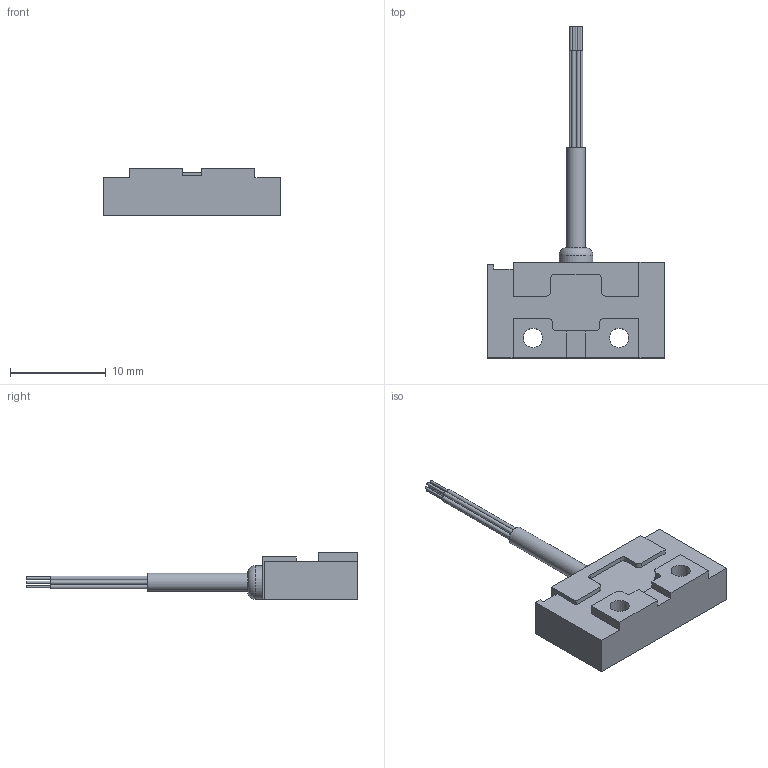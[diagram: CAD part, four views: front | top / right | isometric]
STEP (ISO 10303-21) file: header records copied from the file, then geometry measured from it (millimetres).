
FILE_DESCRIPTION(/* description */ (''),/* implementation_level */ '2;1');
FILE_NAME(/* name */ 'QLA417 Gen 1.stp',/* time_stamp */ '2020-10-23T14:18:32-07:00',/* author */ ('maciej'),/* organization */ (''),/* preprocessor_version */ 'ST-DEVELOPER v18.1',/* originating_system */ 'Autodesk Inventor 2020',/* authorisation */ '');
FILE_SCHEMA (('AUTOMOTIVE_DESIGN { 1 0 10303 214 3 1 1 }'));
Length unit declared in the file: inch
Products named in the file (1): FO1508_Shrinkwrap_1
Bounding box: 18.48 x 34.64 x 5 mm (x, y, z)
Volume: 787 mm3; surface area: 1189.2 mm2
Topology: 1 solids, 1 shells, 82 faces, 184 edges, 125 vertices
Faces by surface type: plane 50, cylinder 31, torus 1
Full cylindrical faces by diameter (mm): 0.254 x7, 0.432 x7, 1.549 x1, 1.702 x1, 1.753 x1, 1.905 x1, 2.007 x4, 3.5 x1
Entity records: 2548 total; most frequent: DIRECTION 422, CARTESIAN_POINT 392, ORIENTED_EDGE 368, EDGE_CURVE 184, AXIS2_PLACEMENT_3D 155, VERTEX_POINT 125, LINE 112, VECTOR 112
